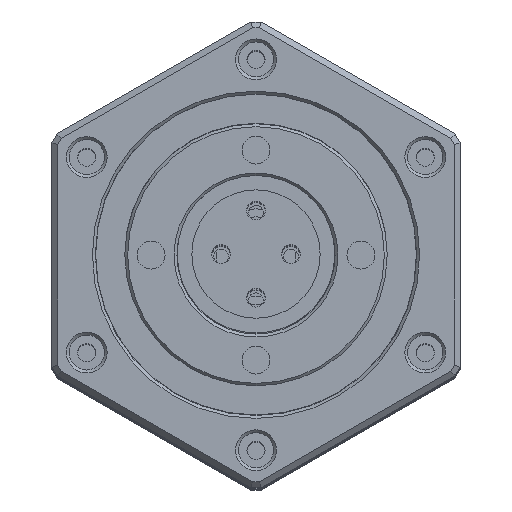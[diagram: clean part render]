
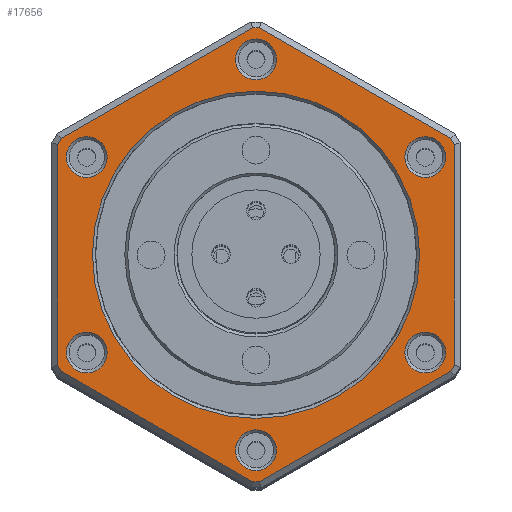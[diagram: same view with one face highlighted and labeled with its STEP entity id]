
A CAD part, top view. The second image highlights one B-rep face of the part: STEP entity #17656.
In plain terms, the highlighted planar face has unit normal (0, 0, 1).
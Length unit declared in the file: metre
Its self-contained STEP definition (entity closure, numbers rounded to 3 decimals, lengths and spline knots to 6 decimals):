
#1716=LINE('',#36318,#3076);
#1717=LINE('',#36321,#3077);
#1718=LINE('',#36323,#3078);
#1719=LINE('',#36325,#3079);
#1720=LINE('',#36327,#3080);
#1721=LINE('',#36329,#3081);
#1722=LINE('',#36331,#3082);
#1723=LINE('',#36333,#3083);
#1724=LINE('',#36335,#3084);
#1725=LINE('',#36337,#3085);
#1726=LINE('',#36339,#3086);
#1727=LINE('',#36341,#3087);
#3076=VECTOR('',#25894,1.);
#3077=VECTOR('',#25895,1.);
#3078=VECTOR('',#25896,1.);
#3079=VECTOR('',#25897,1.);
#3080=VECTOR('',#25898,1.);
#3081=VECTOR('',#25899,1.);
#3082=VECTOR('',#25900,1.);
#3083=VECTOR('',#25901,1.);
#3084=VECTOR('',#25902,1.);
#3085=VECTOR('',#25903,1.);
#3086=VECTOR('',#25904,1.);
#3087=VECTOR('',#25905,1.);
#4122=PLANE('',#21617);
#8515=ORIENTED_EDGE('',*,*,#11142,.T.);
#8516=ORIENTED_EDGE('',*,*,#11143,.T.);
#8517=ORIENTED_EDGE('',*,*,#11144,.T.);
#8518=ORIENTED_EDGE('',*,*,#11145,.T.);
#8519=ORIENTED_EDGE('',*,*,#11146,.T.);
#8520=ORIENTED_EDGE('',*,*,#11147,.T.);
#8521=ORIENTED_EDGE('',*,*,#11148,.T.);
#8522=ORIENTED_EDGE('',*,*,#11149,.T.);
#8523=ORIENTED_EDGE('',*,*,#11150,.T.);
#8524=ORIENTED_EDGE('',*,*,#11151,.T.);
#8525=ORIENTED_EDGE('',*,*,#11152,.T.);
#8526=ORIENTED_EDGE('',*,*,#11153,.T.);
#8527=ORIENTED_EDGE('',*,*,#11154,.T.);
#8528=ORIENTED_EDGE('',*,*,#11155,.T.);
#8529=ORIENTED_EDGE('',*,*,#11156,.T.);
#8530=ORIENTED_EDGE('',*,*,#11157,.T.);
#8531=ORIENTED_EDGE('',*,*,#11158,.T.);
#8532=ORIENTED_EDGE('',*,*,#11159,.T.);
#8533=ORIENTED_EDGE('',*,*,#11160,.T.);
#11142=EDGE_CURVE('',#12866,#12866,#13653,.F.);
#11143=EDGE_CURVE('',#12867,#12867,#13654,.F.);
#11144=EDGE_CURVE('',#12868,#12868,#13655,.F.);
#11145=EDGE_CURVE('',#12869,#12869,#13656,.F.);
#11146=EDGE_CURVE('',#12870,#12870,#13657,.F.);
#11147=EDGE_CURVE('',#12871,#12871,#13658,.F.);
#11148=EDGE_CURVE('',#12872,#12873,#1716,.T.);
#11149=EDGE_CURVE('',#12873,#12874,#1717,.T.);
#11150=EDGE_CURVE('',#12874,#12875,#1718,.T.);
#11151=EDGE_CURVE('',#12875,#12876,#1719,.T.);
#11152=EDGE_CURVE('',#12876,#12877,#1720,.T.);
#11153=EDGE_CURVE('',#12877,#12878,#1721,.T.);
#11154=EDGE_CURVE('',#12878,#12879,#1722,.T.);
#11155=EDGE_CURVE('',#12879,#12880,#1723,.T.);
#11156=EDGE_CURVE('',#12880,#12881,#1724,.T.);
#11157=EDGE_CURVE('',#12881,#12882,#1725,.T.);
#11158=EDGE_CURVE('',#12882,#12883,#1726,.T.);
#11159=EDGE_CURVE('',#12883,#12872,#1727,.T.);
#11160=EDGE_CURVE('',#12884,#12884,#13659,.F.);
#12866=VERTEX_POINT('',#36307);
#12867=VERTEX_POINT('',#36309);
#12868=VERTEX_POINT('',#36311);
#12869=VERTEX_POINT('',#36313);
#12870=VERTEX_POINT('',#36315);
#12871=VERTEX_POINT('',#36317);
#12872=VERTEX_POINT('',#36319);
#12873=VERTEX_POINT('',#36320);
#12874=VERTEX_POINT('',#36322);
#12875=VERTEX_POINT('',#36324);
#12876=VERTEX_POINT('',#36326);
#12877=VERTEX_POINT('',#36328);
#12878=VERTEX_POINT('',#36330);
#12879=VERTEX_POINT('',#36332);
#12880=VERTEX_POINT('',#36334);
#12881=VERTEX_POINT('',#36336);
#12882=VERTEX_POINT('',#36338);
#12883=VERTEX_POINT('',#36340);
#12884=VERTEX_POINT('',#36343);
#13653=CIRCLE('',#21618,0.0035);
#13654=CIRCLE('',#21619,0.0035);
#13655=CIRCLE('',#21620,0.0035);
#13656=CIRCLE('',#21621,0.0035);
#13657=CIRCLE('',#21622,0.0035);
#13658=CIRCLE('',#21623,0.0035);
#13659=CIRCLE('',#21624,0.02805);
#14935=EDGE_LOOP('',(#8515));
#14936=EDGE_LOOP('',(#8516));
#14937=EDGE_LOOP('',(#8517));
#14938=EDGE_LOOP('',(#8518));
#14939=EDGE_LOOP('',(#8519));
#14940=EDGE_LOOP('',(#8520));
#14941=EDGE_LOOP('',(#8521,#8522,#8523,#8524,#8525,#8526,#8527,#8528,#8529,
#8530,#8531,#8532));
#14942=EDGE_LOOP('',(#8533));
#16323=FACE_BOUND('',#14935,.T.);
#16324=FACE_BOUND('',#14936,.T.);
#16325=FACE_BOUND('',#14937,.T.);
#16326=FACE_BOUND('',#14938,.T.);
#16327=FACE_BOUND('',#14939,.T.);
#16328=FACE_BOUND('',#14940,.T.);
#16329=FACE_BOUND('',#14941,.T.);
#16330=FACE_BOUND('',#14942,.T.);
#17656=ADVANCED_FACE('',(#16323,#16324,#16325,#16326,#16327,#16328,#16329,
#16330),#4122,.T.);
#21617=AXIS2_PLACEMENT_3D('',#36305,#25880,#25881);
#21618=AXIS2_PLACEMENT_3D('',#36306,#25882,#25883);
#21619=AXIS2_PLACEMENT_3D('',#36308,#25884,#25885);
#21620=AXIS2_PLACEMENT_3D('',#36310,#25886,#25887);
#21621=AXIS2_PLACEMENT_3D('',#36312,#25888,#25889);
#21622=AXIS2_PLACEMENT_3D('',#36314,#25890,#25891);
#21623=AXIS2_PLACEMENT_3D('',#36316,#25892,#25893);
#21624=AXIS2_PLACEMENT_3D('',#36342,#25906,#25907);
#25880=DIRECTION('',(0.,0.,1.));
#25881=DIRECTION('',(0.,1.,0.));
#25882=DIRECTION('',(0.,0.,1.));
#25883=DIRECTION('',(1.,0.,0.));
#25884=DIRECTION('',(0.,0.,1.));
#25885=DIRECTION('',(1.,0.,0.));
#25886=DIRECTION('',(0.,0.,1.));
#25887=DIRECTION('',(1.,0.,0.));
#25888=DIRECTION('',(0.,0.,1.));
#25889=DIRECTION('',(1.,0.,0.));
#25890=DIRECTION('',(0.,0.,1.));
#25891=DIRECTION('',(1.,0.,0.));
#25892=DIRECTION('',(0.,0.,1.));
#25893=DIRECTION('',(1.,0.,0.));
#25894=DIRECTION('',(1.,0.,0.));
#25895=DIRECTION('',(0.866,0.5,0.));
#25896=DIRECTION('',(0.5,0.866,0.));
#25897=DIRECTION('',(0.,1.,0.));
#25898=DIRECTION('',(-0.5,0.866,0.));
#25899=DIRECTION('',(-0.866,0.5,0.));
#25900=DIRECTION('',(-1.,0.,0.));
#25901=DIRECTION('',(-0.866,-0.5,0.));
#25902=DIRECTION('',(-0.5,-0.866,0.));
#25903=DIRECTION('',(0.,-1.,0.));
#25904=DIRECTION('',(0.5,-0.866,0.));
#25905=DIRECTION('',(0.866,-0.5,0.));
#25906=DIRECTION('',(0.,0.,1.));
#25907=DIRECTION('',(1.,0.,0.));
#36305=CARTESIAN_POINT('',(0.,0.,0.0213));
#36306=CARTESIAN_POINT('',(0.029012,0.01675,0.0213));
#36307=CARTESIAN_POINT('',(0.032512,0.01675,0.0213));
#36308=CARTESIAN_POINT('',(0.029012,-0.01675,0.0213));
#36309=CARTESIAN_POINT('',(0.032512,-0.01675,0.0213));
#36310=CARTESIAN_POINT('',(0.,-0.0335,0.0213));
#36311=CARTESIAN_POINT('',(0.0035,-0.0335,0.0213));
#36312=CARTESIAN_POINT('',(-0.029012,-0.01675,0.0213));
#36313=CARTESIAN_POINT('',(-0.025512,-0.01675,0.0213));
#36314=CARTESIAN_POINT('',(-0.029012,0.01675,0.0213));
#36315=CARTESIAN_POINT('',(-0.025512,0.01675,0.0213));
#36316=CARTESIAN_POINT('',(0.,0.0335,0.0213));
#36317=CARTESIAN_POINT('',(0.0035,0.0335,0.0213));
#36318=CARTESIAN_POINT('',(0.,-0.038915,0.0213));
#36319=CARTESIAN_POINT('',(-0.000598,-0.038915,0.0213));
#36320=CARTESIAN_POINT('',(0.000598,-0.038915,0.0213));
#36321=CARTESIAN_POINT('',(0.017,-0.029445,0.0213));
#36322=CARTESIAN_POINT('',(0.033402,-0.019975,0.0213));
#36323=CARTESIAN_POINT('',(0.033701,-0.019457,0.0213));
#36324=CARTESIAN_POINT('',(0.034,-0.018939,0.0213));
#36325=CARTESIAN_POINT('',(0.034,0.,0.0213));
#36326=CARTESIAN_POINT('',(0.034,0.018939,0.0213));
#36327=CARTESIAN_POINT('',(0.033701,0.019457,0.0213));
#36328=CARTESIAN_POINT('',(0.033402,0.019975,0.0213));
#36329=CARTESIAN_POINT('',(0.017,0.029445,0.0213));
#36330=CARTESIAN_POINT('',(0.000598,0.038915,0.0213));
#36331=CARTESIAN_POINT('',(0.,0.038915,0.0213));
#36332=CARTESIAN_POINT('',(-0.000598,0.038915,0.0213));
#36333=CARTESIAN_POINT('',(-0.017,0.029445,0.0213));
#36334=CARTESIAN_POINT('',(-0.033402,0.019975,0.0213));
#36335=CARTESIAN_POINT('',(-0.033701,0.019457,0.0213));
#36336=CARTESIAN_POINT('',(-0.034,0.018939,0.0213));
#36337=CARTESIAN_POINT('',(-0.034,0.,0.0213));
#36338=CARTESIAN_POINT('',(-0.034,-0.018939,0.0213));
#36339=CARTESIAN_POINT('',(-0.033701,-0.019457,0.0213));
#36340=CARTESIAN_POINT('',(-0.033402,-0.019975,0.0213));
#36341=CARTESIAN_POINT('',(-0.017,-0.029445,0.0213));
#36342=CARTESIAN_POINT('',(0.,0.,0.0213));
#36343=CARTESIAN_POINT('',(0.02805,0.,0.0213));
